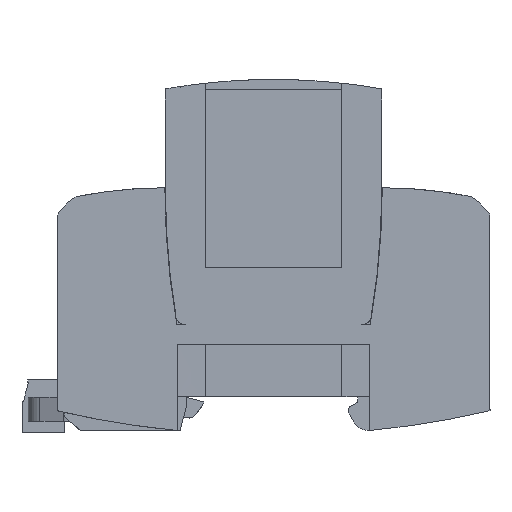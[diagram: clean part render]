
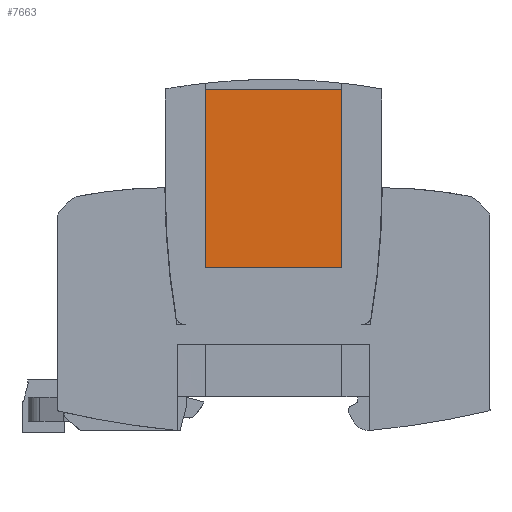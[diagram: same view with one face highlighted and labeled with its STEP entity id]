
A CAD part, left-side view. The second image highlights one B-rep face of the part: STEP entity #7663.
In plain terms, the highlighted planar face has unit normal (-1, 0, 0).
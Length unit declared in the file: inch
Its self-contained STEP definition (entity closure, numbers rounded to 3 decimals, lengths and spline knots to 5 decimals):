
#336 = ORIENTED_EDGE ( 'NONE', *, *, #20268, .F. ) ;
#759 = VECTOR ( 'NONE', #3851, 39.37008 ) ;
#1716 = CARTESIAN_POINT ( 'NONE',  ( -1.04921, -0.67087, 0.91282 ) ) ;
#1872 = EDGE_LOOP ( 'NONE', ( #336, #8513, #11685, #11140 ) ) ;
#2590 = VERTEX_POINT ( 'NONE', #15065 ) ;
#3478 = FACE_OUTER_BOUND ( 'NONE', #1872, .T. ) ;
#3851 = DIRECTION ( 'NONE',  ( 0., 0., 1. ) ) ;
#5171 = EDGE_CURVE ( 'NONE', #2590, #12263, #17284, .T. ) ;
#6295 = CARTESIAN_POINT ( 'NONE',  ( -1.04921, -0.55906, 0.90782 ) ) ;
#7003 = LINE ( 'NONE', #14148, #759 ) ;
#7663 = ADVANCED_FACE ( 'NONE', ( #3478 ), #12143, .T. ) ;
#7934 = VERTEX_POINT ( 'NONE', #8206 ) ;
#7948 = AXIS2_PLACEMENT_3D ( 'NONE', #1716, #22674, #8621 ) ;
#8206 = CARTESIAN_POINT ( 'NONE',  ( -1.04921, 0.55906, 1.05872 ) ) ;
#8513 = ORIENTED_EDGE ( 'NONE', *, *, #14634, .F. ) ;
#8621 = DIRECTION ( 'NONE',  ( 0., -1., 0. ) ) ;
#8888 = LINE ( 'NONE', #21306, #14540 ) ;
#9980 = EDGE_CURVE ( 'NONE', #2590, #12040, #20093, .T. ) ;
#10970 = CARTESIAN_POINT ( 'NONE',  ( -1.04921, 0.55906, 2.51772 ) ) ;
#11140 = ORIENTED_EDGE ( 'NONE', *, *, #9980, .T. ) ;
#11435 = DIRECTION ( 'NONE',  ( 0., 1., 0. ) ) ;
#11561 = VECTOR ( 'NONE', #13459, 39.37008 ) ;
#11685 = ORIENTED_EDGE ( 'NONE', *, *, #5171, .F. ) ;
#12040 = VERTEX_POINT ( 'NONE', #10970 ) ;
#12143 = PLANE ( 'NONE',  #7948 ) ;
#12263 = VERTEX_POINT ( 'NONE', #17371 ) ;
#13459 = DIRECTION ( 'NONE',  ( 0., 0., -1. ) ) ;
#14148 = CARTESIAN_POINT ( 'NONE',  ( -1.04921, 0.55906, 2.71871 ) ) ;
#14169 = DIRECTION ( 'NONE',  ( 0., 1., 0. ) ) ;
#14540 = VECTOR ( 'NONE', #14169, 39.37008 ) ;
#14634 = EDGE_CURVE ( 'NONE', #12263, #7934, #8888, .T. ) ;
#15065 = CARTESIAN_POINT ( 'NONE',  ( -1.04921, -0.55906, 2.51772 ) ) ;
#17284 = LINE ( 'NONE', #6295, #11561 ) ;
#17371 = CARTESIAN_POINT ( 'NONE',  ( -1.04921, -0.55906, 1.05872 ) ) ;
#19053 = VECTOR ( 'NONE', #11435, 39.37008 ) ;
#20093 = LINE ( 'NONE', #21622, #19053 ) ;
#20268 = EDGE_CURVE ( 'NONE', #7934, #12040, #7003, .T. ) ;
#21306 = CARTESIAN_POINT ( 'NONE',  ( -1.04921, -0.67087, 1.05872 ) ) ;
#21622 = CARTESIAN_POINT ( 'NONE',  ( -1.04921, -0.67087, 2.51772 ) ) ;
#22674 = DIRECTION ( 'NONE',  ( -1., 0., 0. ) ) ;
